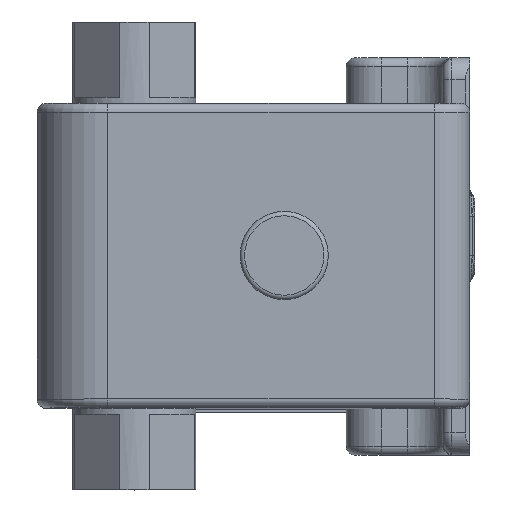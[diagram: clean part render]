
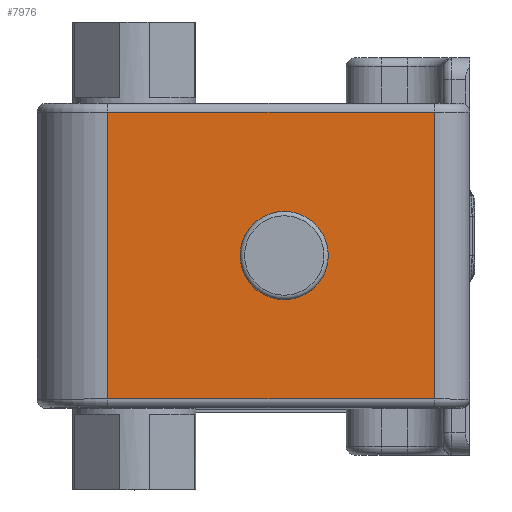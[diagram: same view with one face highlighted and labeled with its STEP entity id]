
A CAD part, top view. The second image highlights one B-rep face of the part: STEP entity #7976.
In plain terms, the highlighted planar face has unit normal (0, 0, 1).
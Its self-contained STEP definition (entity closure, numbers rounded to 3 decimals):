
#104=FACE_BOUND('',#2352,.T.);
#147=PLANE('',#8460);
#353=LINE('',#11849,#1034);
#368=LINE('',#11896,#1049);
#370=LINE('',#11902,#1051);
#371=LINE('',#11903,#1052);
#1034=VECTOR('',#9362,10.);
#1049=VECTOR('',#9397,10.);
#1051=VECTOR('',#9403,10.);
#1052=VECTOR('',#9404,10.);
#1900=FACE_OUTER_BOUND('',#2351,.T.);
#2351=EDGE_LOOP('',(#5207,#5208,#5209,#5210));
#2352=EDGE_LOOP('',(#5211));
#2853=CIRCLE('',#8461,4.);
#3263=VERTEX_POINT('',#11841);
#3265=VERTEX_POINT('',#11847);
#3287=VERTEX_POINT('',#11895);
#3289=VERTEX_POINT('',#11901);
#3290=VERTEX_POINT('',#11904);
#4017=EDGE_CURVE('',#3263,#3265,#353,.T.);
#4040=EDGE_CURVE('',#3287,#3263,#368,.T.);
#4043=EDGE_CURVE('',#3265,#3289,#370,.T.);
#4044=EDGE_CURVE('',#3287,#3289,#371,.T.);
#4045=EDGE_CURVE('',#3290,#3290,#2853,.T.);
#5207=ORIENTED_EDGE('',*,*,#4017,.T.);
#5208=ORIENTED_EDGE('',*,*,#4043,.T.);
#5209=ORIENTED_EDGE('',*,*,#4044,.F.);
#5210=ORIENTED_EDGE('',*,*,#4040,.T.);
#5211=ORIENTED_EDGE('',*,*,#4045,.F.);
#7976=ADVANCED_FACE('',(#1900,#104),#147,.T.);
#8460=AXIS2_PLACEMENT_3D('',#11900,#9401,#9402);
#8461=AXIS2_PLACEMENT_3D('',#11905,#9405,#9406);
#9362=DIRECTION('',(-1.,0.,0.));
#9397=DIRECTION('',(0.,1.,0.));
#9401=DIRECTION('center_axis',(0.,0.,1.));
#9402=DIRECTION('ref_axis',(-1.,0.,0.));
#9403=DIRECTION('',(0.,-1.,0.));
#9404=DIRECTION('',(-1.,0.,0.));
#9405=DIRECTION('center_axis',(0.,0.,
1.));
#9406=DIRECTION('ref_axis',(-1.,0.,0.));
#11841=CARTESIAN_POINT('',(34.,16.25,28.));
#11847=CARTESIAN_POINT('',(-3.,16.25,28.));
#11849=CARTESIAN_POINT('',(26.494,16.25,28.));
#11895=CARTESIAN_POINT('',(34.,-16.25,28.));
#11896=CARTESIAN_POINT('',(34.,0.,28.));
#11900=CARTESIAN_POINT('Origin',(38.,0.,28.));
#11901=CARTESIAN_POINT('',(-3.,-16.25,28.));
#11902=CARTESIAN_POINT('',(-3.,0.,28.));
#11903=CARTESIAN_POINT('',(26.494,-16.25,28.));
#11904=CARTESIAN_POINT('',(21.,0.,28.));
#11905=CARTESIAN_POINT('Origin',(17.,0.,28.));
